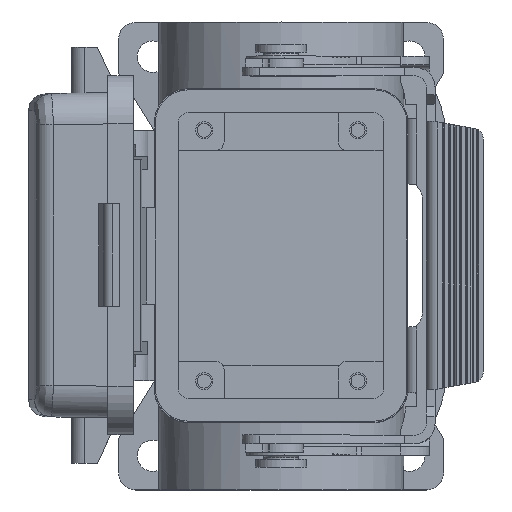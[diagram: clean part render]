
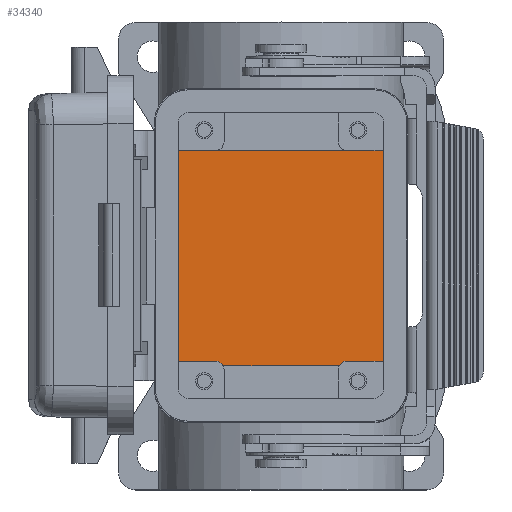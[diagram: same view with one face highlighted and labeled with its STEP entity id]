
A CAD part, top view. The second image highlights one B-rep face of the part: STEP entity #34340.
In plain terms, the highlighted planar face has unit normal (0, 0, 1).
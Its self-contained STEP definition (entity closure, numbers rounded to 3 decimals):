
#30130=CARTESIAN_POINT('',(18.5,-18.25,-60.));
#30140=VERTEX_POINT('',#30130);
#30170=CARTESIAN_POINT('',(18.5,-18.25,-60.));
#30180=DIRECTION('',(0.,1.,0.));
#30190=VECTOR('',#30180,36.5);
#30200=LINE('',#30170,#30190);
#30210=CARTESIAN_POINT('',(18.5,18.25,-60.));
#30220=VERTEX_POINT('',#30210);
#30230=EDGE_CURVE('',#30140,#30220,#30200,.T.);
#30770=CARTESIAN_POINT('',(-19.25,10.201,-60.));
#30780=VERTEX_POINT('',#30770);
#30810=CARTESIAN_POINT('',(-19.25,10.201,-60.));
#30820=DIRECTION('',(0.,-1.,0.));
#30830=VECTOR('',#30820,20.402);
#30840=LINE('',#30810,#30830);
#30850=CARTESIAN_POINT('',(-19.25,-10.201,-60.));
#30860=VERTEX_POINT('',#30850);
#30870=EDGE_CURVE('',#30780,#30860,#30840,.T.);
#31830=CARTESIAN_POINT('',(-20.,-11.5,-60.));
#31840=DIRECTION('',(0.,0.,-1.));
#31850=DIRECTION('',(-1.,0.,0.));
#31860=AXIS2_PLACEMENT_3D('',#31830,#31840,#31850);
#31870=CIRCLE('',#31860,1.5);
#31880=CARTESIAN_POINT('',(-18.5,-11.5,-60.));
#31890=VERTEX_POINT('',#31880);
#31900=EDGE_CURVE('',#30860,#31890,#31870,.T.);
#33770=CARTESIAN_POINT('',(-18.5,-11.5,-60.));
#33780=DIRECTION('',(0.,-1.,0.));
#33790=VECTOR('',#33780,6.75);
#33800=LINE('',#33770,#33790);
#33810=CARTESIAN_POINT('',(-18.5,-18.25,-60.));
#33820=VERTEX_POINT('',#33810);
#33830=EDGE_CURVE('',#31890,#33820,#33800,.T.);
#33940=CARTESIAN_POINT('',(0.,0.,-60.));
#33950=DIRECTION('',(0.,0.,1.));
#33960=DIRECTION('',(1.,0.,0.));
#33970=AXIS2_PLACEMENT_3D('',#33940,#33950,#33960);
#33980=PLANE('',#33970);
#33990=CARTESIAN_POINT('',(-20.,11.5,-60.));
#34000=DIRECTION('',(0.,0.,-1.));
#34010=DIRECTION('',(0.,-1.,0.));
#34020=AXIS2_PLACEMENT_3D('',#33990,#34000,#34010);
#34030=CIRCLE('',#34020,1.5);
#34040=CARTESIAN_POINT('',(-18.5,11.5,-60.));
#34050=VERTEX_POINT('',#34040);
#34060=EDGE_CURVE('',#34050,#30780,#34030,.T.);
#34070=ORIENTED_EDGE('',*,*,#34060,.T.);
#34080=CARTESIAN_POINT('',(-18.5,18.25,-60.));
#34090=DIRECTION('',(0.,-1.,0.));
#34100=VECTOR('',#34090,6.75);
#34110=LINE('',#34080,#34100);
#34120=CARTESIAN_POINT('',(-18.5,18.25,-60.));
#34130=VERTEX_POINT('',#34120);
#34140=EDGE_CURVE('',#34130,#34050,#34110,.T.);
#34150=ORIENTED_EDGE('',*,*,#34140,.T.);
#34160=CARTESIAN_POINT('',(18.5,18.25,-60.));
#34170=DIRECTION('',(-1.,0.,0.));
#34180=VECTOR('',#34170,37.);
#34190=LINE('',#34160,#34180);
#34200=EDGE_CURVE('',#30220,#34130,#34190,.T.);
#34210=ORIENTED_EDGE('',*,*,#34200,.T.);
#34220=ORIENTED_EDGE('',*,*,#30230,.T.);
#34230=CARTESIAN_POINT('',(-18.5,-18.25,-60.));
#34240=DIRECTION('',(1.,0.,0.));
#34250=VECTOR('',#34240,37.);
#34260=LINE('',#34230,#34250);
#34270=EDGE_CURVE('',#33820,#30140,#34260,.T.);
#34280=ORIENTED_EDGE('',*,*,#34270,.T.);
#34290=ORIENTED_EDGE('',*,*,#33830,.T.);
#34300=ORIENTED_EDGE('',*,*,#31900,.T.);
#34310=ORIENTED_EDGE('',*,*,#30870,.T.);
#34320=EDGE_LOOP('',(#34310,#34300,#34290,#34280,#34220,#34210,#34150,
#34070));
#34330=FACE_OUTER_BOUND('',#34320,.T.);
#34340=ADVANCED_FACE('',(#34330),#33980,.T.);
